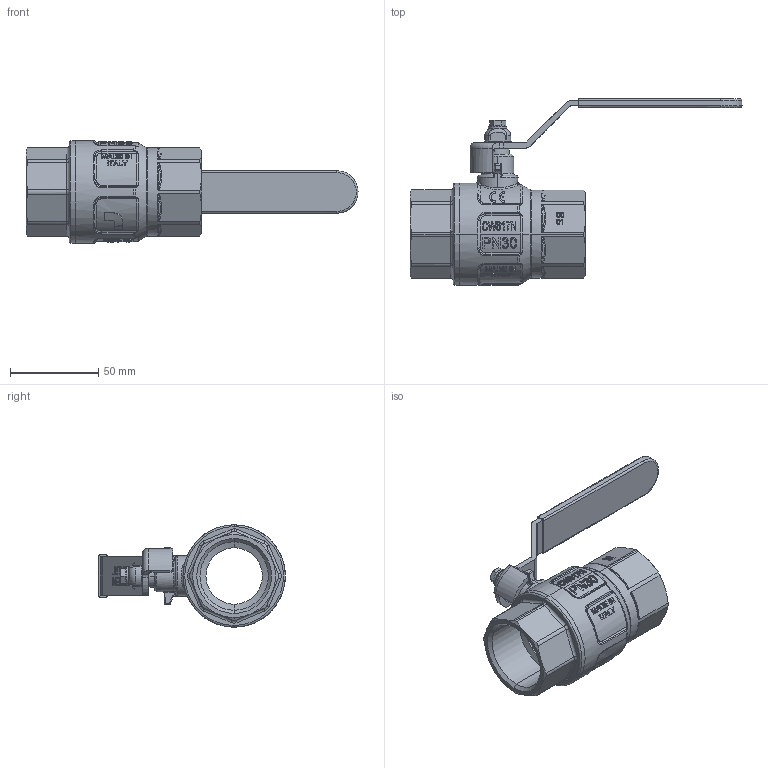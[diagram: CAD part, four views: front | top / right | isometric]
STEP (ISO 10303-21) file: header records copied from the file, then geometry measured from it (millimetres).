
FILE_DESCRIPTION (( 'STEP AP203' ), '1' );
FILE_NAME ('376B114.step', '2019-03-06T10:21:33', ( '' ), ( '' ), 'SwSTEP 2.0', 'SolidWorks 2018', '' );
FILE_SCHEMA (( 'CONFIG_CONTROL_DESIGN' ));
Products named in the file (1): 376B114
Bounding box: 188.25 x 105.8 x 58 mm (x, y, z)
Surface area: 42344.6 mm2 (no closed solid volume)
Topology: 0 solids, 10 shells, 942 faces, 3089 edges, 2117 vertices
Faces by surface type: plane 339, bspline 308, cylinder 170, torus 64, cone 49, sphere 12
Entity records: 48800 total; most frequent: CARTESIAN_POINT 24771, ORIENTED_EDGE 5295, DIRECTION 3966, EDGE_CURVE 3075, VERTEX_POINT 2117, VECTOR 1396, LINE 1396, AXIS2_PLACEMENT_3D 1285
